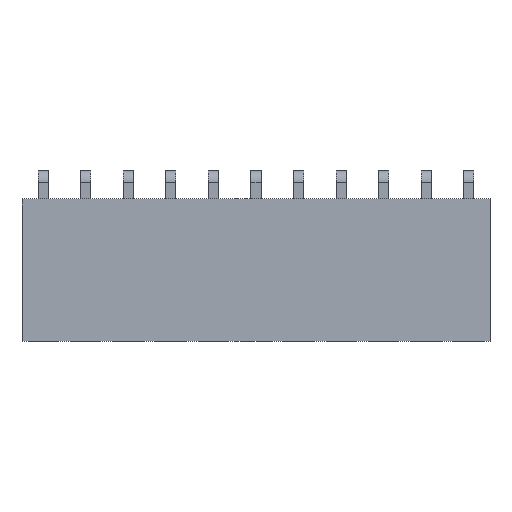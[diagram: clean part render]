
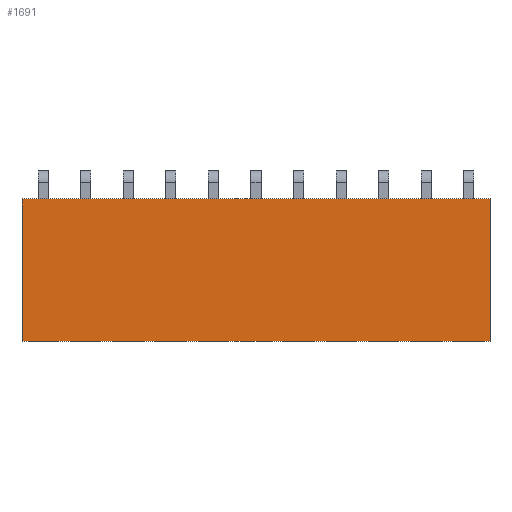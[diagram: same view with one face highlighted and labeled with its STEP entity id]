
A CAD part, top view. The second image highlights one B-rep face of the part: STEP entity #1691.
In plain terms, the highlighted planar face has unit normal (0, 0, 1).
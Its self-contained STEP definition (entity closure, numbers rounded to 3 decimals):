
#1691=ADVANCED_FACE('',(#7203),#7205,.T.);
#7203=FACE_BOUND('',#7204,.T.);
#7204=EDGE_LOOP('',(#11625,#11626,#11627,#11628));
#7205=PLANE('',#7206);
#7206=AXIS2_PLACEMENT_3D('',#7207,#7208,#7209);
#7207=CARTESIAN_POINT('',(1.27,-1.5,2.54));
#7208=DIRECTION('',(0.,0.,1.));
#7209=DIRECTION('',(-1.,0.,0.));
#11625=ORIENTED_EDGE('',*,*,#14569,.T.);
#11626=ORIENTED_EDGE('',*,*,#14727,.F.);
#11627=ORIENTED_EDGE('',*,*,#14576,.F.);
#11628=ORIENTED_EDGE('',*,*,#14772,.T.);
#14569=EDGE_CURVE('',#16729,#16727,#16730,.T.);
#14576=EDGE_CURVE('',#16739,#16741,#16742,.T.);
#14727=EDGE_CURVE('',#16741,#16727,#16995,.T.);
#14772=EDGE_CURVE('',#16739,#16729,#17084,.T.);
#16727=VERTEX_POINT('',#20777);
#16729=VERTEX_POINT('',#20781);
#16730=LINE('',#20782,#20783);
#16739=VERTEX_POINT('',#20803);
#16741=VERTEX_POINT('',#20807);
#16742=LINE('',#20808,#20809);
#16995=LINE('',#21367,#21368);
#17084=LINE('',#21546,#21547);
#20777=CARTESIAN_POINT('',(-1.27,-10.,2.54));
#20781=CARTESIAN_POINT('',(-1.27,-1.5,2.54));
#20782=CARTESIAN_POINT('',(-1.27,-1.5,2.54));
#20783=VECTOR('',#20784,1.);
#20784=DIRECTION('',(0.,-1.,0.));
#20803=CARTESIAN_POINT('',(26.67,-1.5,2.54));
#20807=CARTESIAN_POINT('',(26.67,-10.,2.54));
#20808=CARTESIAN_POINT('',(26.67,-1.5,2.54));
#20809=VECTOR('',#20810,1.);
#20810=DIRECTION('',(0.,-1.,0.));
#21367=CARTESIAN_POINT('',(26.67,-10.,2.54));
#21368=VECTOR('',#21369,1.);
#21369=DIRECTION('',(-1.,0.,0.));
#21546=CARTESIAN_POINT('',(26.67,-1.5,2.54));
#21547=VECTOR('',#21548,1.);
#21548=DIRECTION('',(-1.,0.,0.));
